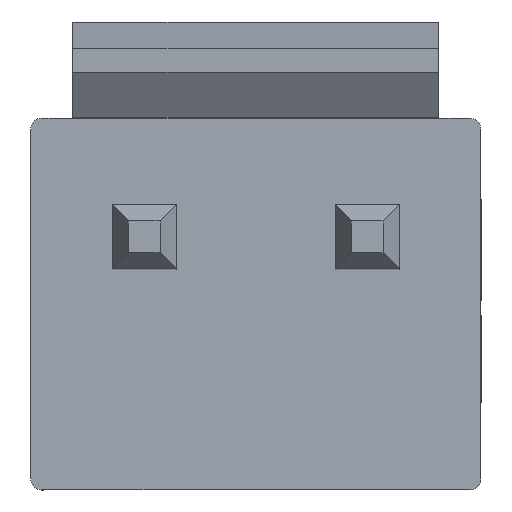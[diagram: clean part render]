
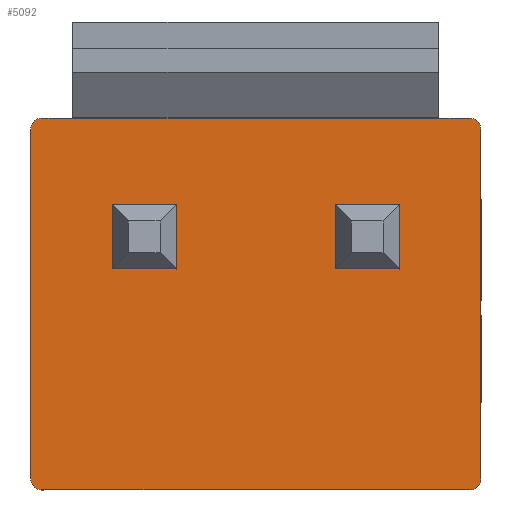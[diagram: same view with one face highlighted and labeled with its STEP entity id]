
A CAD part, top view. The second image highlights one B-rep face of the part: STEP entity #5092.
In plain terms, the highlighted planar face has unit normal (0, 0, 1).
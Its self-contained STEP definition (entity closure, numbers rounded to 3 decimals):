
#18 = VECTOR ( 'NONE', #11254, 1000. ) ;
#67 = VECTOR ( 'NONE', #6085, 1000. ) ;
#155 = CARTESIAN_POINT ( 'NONE',  ( 2.55, -4.39, -6.5 ) ) ;
#386 = CARTESIAN_POINT ( 'NONE',  ( 4., -8.1, -6.5 ) ) ;
#507 = CARTESIAN_POINT ( 'NONE',  ( 4., -1.9, -6.5 ) ) ;
#928 = VECTOR ( 'NONE', #10530, 1000. ) ;
#967 = ORIENTED_EDGE ( 'NONE', *, *, #7655, .F. ) ;
#1102 = ORIENTED_EDGE ( 'NONE', *, *, #6799, .T. ) ;
#1329 = VERTEX_POINT ( 'NONE', #6603 ) ;
#1369 = LINE ( 'NONE', #5564, #9995 ) ;
#1486 = VERTEX_POINT ( 'NONE', #9211 ) ;
#1851 = ORIENTED_EDGE ( 'NONE', *, *, #12679, .F. ) ;
#2020 = ORIENTED_EDGE ( 'NONE', *, *, #4452, .F. ) ;
#2021 = CARTESIAN_POINT ( 'NONE',  ( 3.8, -1.7, -6.5 ) ) ;
#2138 = CIRCLE ( 'NONE', #9626, 0.2 ) ;
#2372 = LINE ( 'NONE', #8673, #4341 ) ;
#2435 = ORIENTED_EDGE ( 'NONE', *, *, #7495, .T. ) ;
#2438 = EDGE_CURVE ( 'NONE', #4409, #13277, #8989, .T. ) ;
#2509 = CARTESIAN_POINT ( 'NONE',  ( -4., -8.3, -6.5 ) ) ;
#2562 = ORIENTED_EDGE ( 'NONE', *, *, #7849, .F. ) ;
#2639 = DIRECTION ( 'NONE',  ( 0., 0., 1. ) ) ;
#2746 = ORIENTED_EDGE ( 'NONE', *, *, #7154, .T. ) ;
#2804 = DIRECTION ( 'NONE',  ( 0., -1., 0. ) ) ;
#2822 = CARTESIAN_POINT ( 'NONE',  ( 1.41, -3.25, -6.5 ) ) ;
#2826 = LINE ( 'NONE', #2822, #7601 ) ;
#3086 = VECTOR ( 'NONE', #6020, 1000. ) ;
#3214 = DIRECTION ( 'NONE',  ( 0., 1., 0. ) ) ;
#3226 = VECTOR ( 'NONE', #10384, 1000. ) ;
#3243 = AXIS2_PLACEMENT_3D ( 'NONE', #6063, #6042, #6008 ) ;
#3485 = EDGE_CURVE ( 'NONE', #6811, #13382, #10817, .T. ) ;
#3708 = EDGE_LOOP ( 'NONE', ( #10274, #4422, #13063, #11952 ) ) ;
#3741 = DIRECTION ( 'NONE',  ( 1., 0., 0. ) ) ;
#3744 = DIRECTION ( 'NONE',  ( 0., 0., -1. ) ) ;
#3773 = CARTESIAN_POINT ( 'NONE',  ( 4., -8.3, -6.5 ) ) ;
#3821 = VECTOR ( 'NONE', #7769, 1000. ) ;
#3924 = DIRECTION ( 'NONE',  ( -1., 0., 0. ) ) ;
#4086 = PLANE ( 'NONE',  #13200 ) ;
#4117 = FACE_OUTER_BOUND ( 'NONE', #10322, .T. ) ;
#4128 = VERTEX_POINT ( 'NONE', #13602 ) ;
#4132 = FACE_BOUND ( 'NONE', #4524, .T. ) ;
#4151 = FACE_BOUND ( 'NONE', #3708, .T. ) ;
#4341 = VECTOR ( 'NONE', #3924, 1000. ) ;
#4409 = VERTEX_POINT ( 'NONE', #11334 ) ;
#4417 = CARTESIAN_POINT ( 'NONE',  ( 2.55, -3.25, -6.5 ) ) ;
#4422 = ORIENTED_EDGE ( 'NONE', *, *, #2438, .F. ) ;
#4452 = EDGE_CURVE ( 'NONE', #1329, #7165, #11274, .T. ) ;
#4524 = EDGE_LOOP ( 'NONE', ( #1851, #6672, #10124, #2562 ) ) ;
#4554 = CARTESIAN_POINT ( 'NONE',  ( -4., -1.9, -6.5 ) ) ;
#4922 = EDGE_CURVE ( 'NONE', #13277, #1486, #6204, .T. ) ;
#4934 = EDGE_CURVE ( 'NONE', #1329, #7271, #11262, .T. ) ;
#5092 = ADVANCED_FACE ( 'NONE', ( #4151, #4132, #4117 ), #4086, .F. ) ;
#5168 = VECTOR ( 'NONE', #12972, 1000. ) ;
#5564 = CARTESIAN_POINT ( 'NONE',  ( 2.55, -3.25, -6.5 ) ) ;
#5652 = CARTESIAN_POINT ( 'NONE',  ( -3.8, -8.3, -6.5 ) ) ;
#5667 = DIRECTION ( 'NONE',  ( -1., 0., 0. ) ) ;
#5671 = DIRECTION ( 'NONE',  ( 0., 0., 1. ) ) ;
#5676 = VERTEX_POINT ( 'NONE', #507 ) ;
#5684 = CARTESIAN_POINT ( 'NONE',  ( 3.8, -1.9, -6.5 ) ) ;
#5747 = EDGE_CURVE ( 'NONE', #7346, #13667, #1369, .T. ) ;
#5925 = VERTEX_POINT ( 'NONE', #11691 ) ;
#5948 = CARTESIAN_POINT ( 'NONE',  ( 1.41, -4.39, -6.5 ) ) ;
#5976 = EDGE_CURVE ( 'NONE', #9593, #6811, #2372, .T. ) ;
#6008 = DIRECTION ( 'NONE',  ( -1., 0., 0. ) ) ;
#6020 = DIRECTION ( 'NONE',  ( -1., 0., 0. ) ) ;
#6022 = CARTESIAN_POINT ( 'NONE',  ( -2.55, -3.25, -6.5 ) ) ;
#6042 = DIRECTION ( 'NONE',  ( 0., 0., 1. ) ) ;
#6063 = CARTESIAN_POINT ( 'NONE',  ( 3.8, -8.1, -6.5 ) ) ;
#6085 = DIRECTION ( 'NONE',  ( 1., 0., 0. ) ) ;
#6086 = LINE ( 'NONE', #6022, #3086 ) ;
#6127 = CARTESIAN_POINT ( 'NONE',  ( -2.55, -4.39, -6.5 ) ) ;
#6204 = LINE ( 'NONE', #6127, #67 ) ;
#6322 = CIRCLE ( 'NONE', #7669, 0.2 ) ;
#6343 = VECTOR ( 'NONE', #10633, 1000. ) ;
#6433 = EDGE_CURVE ( 'NONE', #6483, #9749, #11394, .T. ) ;
#6483 = VERTEX_POINT ( 'NONE', #12197 ) ;
#6484 = CARTESIAN_POINT ( 'NONE',  ( 4., -8.3, -6.5 ) ) ;
#6603 = CARTESIAN_POINT ( 'NONE',  ( 3.8, -8.3, -6.5 ) ) ;
#6624 = ORIENTED_EDGE ( 'NONE', *, *, #5976, .T. ) ;
#6672 = ORIENTED_EDGE ( 'NONE', *, *, #10715, .F. ) ;
#6799 = EDGE_CURVE ( 'NONE', #7271, #5676, #7220, .T. ) ;
#6811 = VERTEX_POINT ( 'NONE', #7285 ) ;
#7154 = EDGE_CURVE ( 'NONE', #5676, #9593, #6322, .T. ) ;
#7165 = VERTEX_POINT ( 'NONE', #5652 ) ;
#7172 = ORIENTED_EDGE ( 'NONE', *, *, #8123, .T. ) ;
#7182 = CARTESIAN_POINT ( 'NONE',  ( -3.8, -1.9, -6.5 ) ) ;
#7220 = LINE ( 'NONE', #6484, #9053 ) ;
#7271 = VERTEX_POINT ( 'NONE', #386 ) ;
#7285 = CARTESIAN_POINT ( 'NONE',  ( 3.25, -1.7, -6.5 ) ) ;
#7346 = VERTEX_POINT ( 'NONE', #155 ) ;
#7495 = EDGE_CURVE ( 'NONE', #13382, #6483, #7718, .T. ) ;
#7601 = VECTOR ( 'NONE', #2804, 1000. ) ;
#7655 = EDGE_CURVE ( 'NONE', #7754, #9749, #9378, .T. ) ;
#7669 = AXIS2_PLACEMENT_3D ( 'NONE', #5684, #5671, #5667 ) ;
#7718 = LINE ( 'NONE', #7737, #3821 ) ;
#7737 = CARTESIAN_POINT ( 'NONE',  ( 4., -1.7, -6.5 ) ) ;
#7754 = VERTEX_POINT ( 'NONE', #7915 ) ;
#7769 = DIRECTION ( 'NONE',  ( -1., 0., 0. ) ) ;
#7849 = EDGE_CURVE ( 'NONE', #12139, #7346, #12494, .T. ) ;
#7915 = CARTESIAN_POINT ( 'NONE',  ( -4., -8.1, -6.5 ) ) ;
#8123 = EDGE_CURVE ( 'NONE', #7754, #7165, #2138, .T. ) ;
#8673 = CARTESIAN_POINT ( 'NONE',  ( 4., -1.7, -6.5 ) ) ;
#8989 = LINE ( 'NONE', #11546, #11171 ) ;
#9053 = VECTOR ( 'NONE', #3214, 1000. ) ;
#9211 = CARTESIAN_POINT ( 'NONE',  ( -1.41, -4.39, -6.5 ) ) ;
#9378 = LINE ( 'NONE', #2509, #12248 ) ;
#9593 = VERTEX_POINT ( 'NONE', #2021 ) ;
#9602 = DIRECTION ( 'NONE',  ( -1., 0., 0. ) ) ;
#9622 = DIRECTION ( 'NONE',  ( 0., 1., 0. ) ) ;
#9626 = AXIS2_PLACEMENT_3D ( 'NONE', #12828, #12810, #12807 ) ;
#9749 = VERTEX_POINT ( 'NONE', #4554 ) ;
#9995 = VECTOR ( 'NONE', #10484, 1000. ) ;
#10085 = DIRECTION ( 'NONE',  ( 0., -1., 0. ) ) ;
#10124 = ORIENTED_EDGE ( 'NONE', *, *, #5747, .F. ) ;
#10274 = ORIENTED_EDGE ( 'NONE', *, *, #4922, .F. ) ;
#10322 = EDGE_LOOP ( 'NONE', ( #1102, #2746, #6624, #11371, #2435, #11155, #967, #7172, #2020, #13178 ) ) ;
#10384 = DIRECTION ( 'NONE',  ( 0., 1., 0. ) ) ;
#10390 = CARTESIAN_POINT ( 'NONE',  ( -1.41, -3.25, -6.5 ) ) ;
#10393 = CARTESIAN_POINT ( 'NONE',  ( -3.25, -1.7, -6.5 ) ) ;
#10405 = LINE ( 'NONE', #10390, #3226 ) ;
#10484 = DIRECTION ( 'NONE',  ( 0., 1., 0. ) ) ;
#10530 = DIRECTION ( 'NONE',  ( 1., 0., 0. ) ) ;
#10633 = DIRECTION ( 'NONE',  ( -1., 0., 0. ) ) ;
#10715 = EDGE_CURVE ( 'NONE', #13667, #5925, #13418, .T. ) ;
#10745 = CARTESIAN_POINT ( 'NONE',  ( 4., -1.7, -6.5 ) ) ;
#10817 = LINE ( 'NONE', #10745, #6343 ) ;
#11155 = ORIENTED_EDGE ( 'NONE', *, *, #6433, .T. ) ;
#11171 = VECTOR ( 'NONE', #10085, 1000. ) ;
#11254 = DIRECTION ( 'NONE',  ( -1., 0., 0. ) ) ;
#11262 = CIRCLE ( 'NONE', #3243, 0.2 ) ;
#11271 = CARTESIAN_POINT ( 'NONE',  ( 4., -8.3, -6.5 ) ) ;
#11274 = LINE ( 'NONE', #11271, #18 ) ;
#11330 = EDGE_CURVE ( 'NONE', #1486, #4128, #10405, .T. ) ;
#11334 = CARTESIAN_POINT ( 'NONE',  ( -2.55, -3.25, -6.5 ) ) ;
#11371 = ORIENTED_EDGE ( 'NONE', *, *, #3485, .T. ) ;
#11381 = AXIS2_PLACEMENT_3D ( 'NONE', #7182, #2639, #9602 ) ;
#11394 = CIRCLE ( 'NONE', #11381, 0.2 ) ;
#11546 = CARTESIAN_POINT ( 'NONE',  ( -2.55, -3.25, -6.5 ) ) ;
#11691 = CARTESIAN_POINT ( 'NONE',  ( 1.41, -3.25, -6.5 ) ) ;
#11723 = CARTESIAN_POINT ( 'NONE',  ( -2.55, -4.39, -6.5 ) ) ;
#11952 = ORIENTED_EDGE ( 'NONE', *, *, #11330, .F. ) ;
#12101 = EDGE_CURVE ( 'NONE', #4128, #4409, #6086, .T. ) ;
#12139 = VERTEX_POINT ( 'NONE', #5948 ) ;
#12197 = CARTESIAN_POINT ( 'NONE',  ( -3.8, -1.7, -6.5 ) ) ;
#12248 = VECTOR ( 'NONE', #9622, 1000. ) ;
#12494 = LINE ( 'NONE', #13068, #928 ) ;
#12679 = EDGE_CURVE ( 'NONE', #5925, #12139, #2826, .T. ) ;
#12807 = DIRECTION ( 'NONE',  ( -1., 0., 0. ) ) ;
#12810 = DIRECTION ( 'NONE',  ( 0., 0., 1. ) ) ;
#12828 = CARTESIAN_POINT ( 'NONE',  ( -3.8, -8.1, -6.5 ) ) ;
#12972 = DIRECTION ( 'NONE',  ( -1., 0., 0. ) ) ;
#13063 = ORIENTED_EDGE ( 'NONE', *, *, #12101, .F. ) ;
#13068 = CARTESIAN_POINT ( 'NONE',  ( 2.55, -4.39, -6.5 ) ) ;
#13178 = ORIENTED_EDGE ( 'NONE', *, *, #4934, .T. ) ;
#13200 = AXIS2_PLACEMENT_3D ( 'NONE', #3773, #3744, #3741 ) ;
#13277 = VERTEX_POINT ( 'NONE', #11723 ) ;
#13382 = VERTEX_POINT ( 'NONE', #10393 ) ;
#13418 = LINE ( 'NONE', #13459, #5168 ) ;
#13459 = CARTESIAN_POINT ( 'NONE',  ( 2.55, -3.25, -6.5 ) ) ;
#13602 = CARTESIAN_POINT ( 'NONE',  ( -1.41, -3.25, -6.5 ) ) ;
#13667 = VERTEX_POINT ( 'NONE', #4417 ) ;
